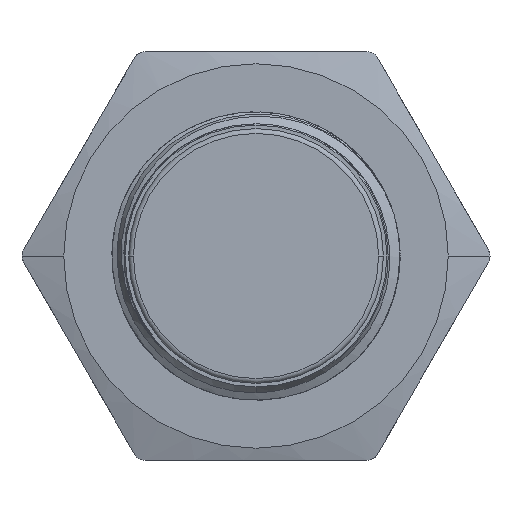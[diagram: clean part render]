
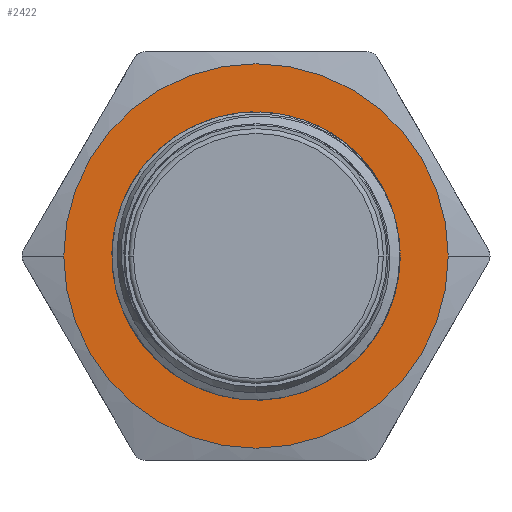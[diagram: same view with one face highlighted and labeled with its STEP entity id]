
A CAD part, front view. The second image highlights one B-rep face of the part: STEP entity #2422.
In plain terms, the highlighted planar face has unit normal (0, -1, 0).
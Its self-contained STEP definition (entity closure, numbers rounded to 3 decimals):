
#201=FACE_BOUND('',#3641,.T.);
#202=FACE_BOUND('',#3642,.T.);
#413=PLANE('',#11585);
#479=CIRCLE('',#11370,5.5);
#481=CIRCLE('',#11373,8.);
#482=CIRCLE('',#11375,8.);
#490=CIRCLE('',#11583,5.5);
#2422=ADVANCED_FACE('',(#201,#202),#413,.T.);
#3641=EDGE_LOOP('',(#7043,#7044));
#3642=EDGE_LOOP('',(#7045,#7046));
#7043=ORIENTED_EDGE('',*,*,#9272,.T.);
#7044=ORIENTED_EDGE('',*,*,#9876,.T.);
#7045=ORIENTED_EDGE('',*,*,#9276,.T.);
#7046=ORIENTED_EDGE('',*,*,#9291,.T.);
#7772=VERTEX_POINT('',#28295);
#7773=VERTEX_POINT('',#28297);
#7775=VERTEX_POINT('',#28303);
#7777=VERTEX_POINT('',#28306);
#9272=EDGE_CURVE('',#7773,#7772,#479,.T.);
#9276=EDGE_CURVE('',#7777,#7775,#481,.T.);
#9291=EDGE_CURVE('',#7775,#7777,#482,.T.);
#9876=EDGE_CURVE('',#7772,#7773,#490,.T.);
#11370=AXIS2_PLACEMENT_3D('',#28296,#12660,#12661);
#11373=AXIS2_PLACEMENT_3D('',#28305,#12668,#12669);
#11375=AXIS2_PLACEMENT_3D('',#28391,#12673,#12674);
#11583=AXIS2_PLACEMENT_3D('',#32860,#13287,#13288);
#11585=AXIS2_PLACEMENT_3D('',#32862,#13291,#13292);
#12660=DIRECTION('',(0.,1.,0.));
#12661=DIRECTION('',(1.,0.,0.));
#12668=DIRECTION('',(0.,-1.,0.));
#12669=DIRECTION('',(1.,0.,0.));
#12673=DIRECTION('',(0.,-1.,0.));
#12674=DIRECTION('',(-1.,0.,0.));
#13287=DIRECTION('',(0.,1.,0.));
#13288=DIRECTION('',(-1.,0.,0.));
#13291=DIRECTION('',(0.,-1.,0.));
#13292=DIRECTION('',(-1.,0.,0.));
#28295=CARTESIAN_POINT('',(-5.5,13.,0.));
#28296=CARTESIAN_POINT('',(0.,13.,0.));
#28297=CARTESIAN_POINT('',(5.5,13.,0.));
#28303=CARTESIAN_POINT('',(-8.,13.,0.));
#28305=CARTESIAN_POINT('',(0.,13.,0.));
#28306=CARTESIAN_POINT('',(8.,13.,0.));
#28391=CARTESIAN_POINT('',(0.,13.,0.));
#32860=CARTESIAN_POINT('',(0.,13.,0.));
#32862=CARTESIAN_POINT('',(0.,13.,0.));
